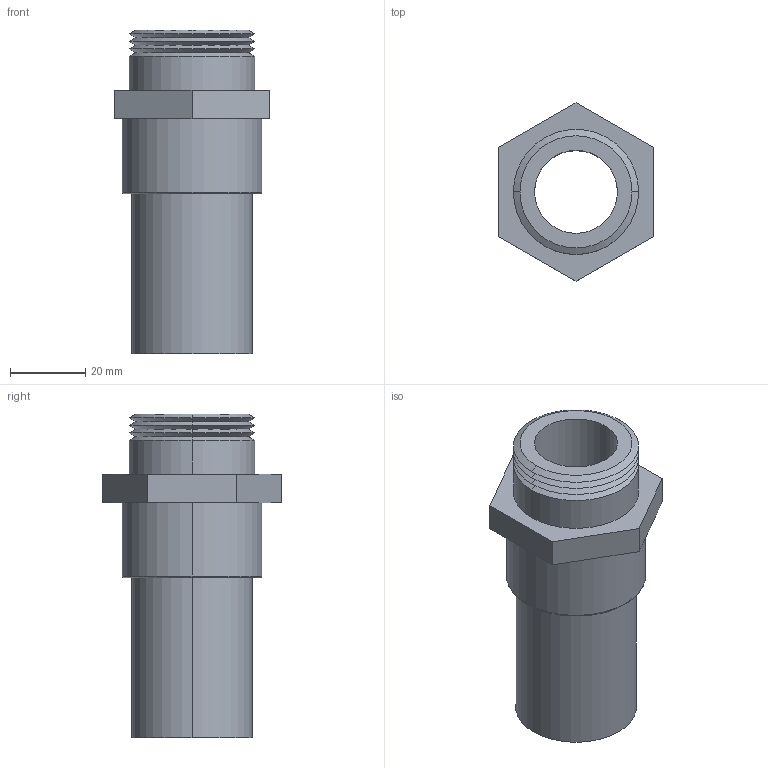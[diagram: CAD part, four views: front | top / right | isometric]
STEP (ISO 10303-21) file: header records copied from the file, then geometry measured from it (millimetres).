
FILE_DESCRIPTION (( 'STEP AP203' ), '1' );
FILE_NAME ('Transition Adaptor Pe-Brass Male_001 117 6205 0032.step', '2020-02-04T12:42:59', ( '' ), ( '' ), 'SwSTEP 2.0', 'SolidWorks 2019', '' );
FILE_SCHEMA (( 'CONFIG_CONTROL_DESIGN' ));
Length unit declared in the file: millimetre
Products named in the file (1): Transition Adaptor Pe-Brass Male_001 117 6205 0032
Bounding box: 41 x 47.34 x 86 mm (x, y, z)
Volume: 40935.4 mm3; surface area: 18303.9 mm2
Topology: 1 solids, 1 shells, 39 faces, 82 edges, 48 vertices
Faces by surface type: cone 16, plane 11, cylinder 10, torus 2
Entity records: 1115 total; most frequent: DIRECTION 200, CARTESIAN_POINT 170, ORIENTED_EDGE 164, EDGE_CURVE 82, AXIS2_PLACEMENT_3D 78, VERTEX_POINT 48, VECTOR 44, LINE 44
